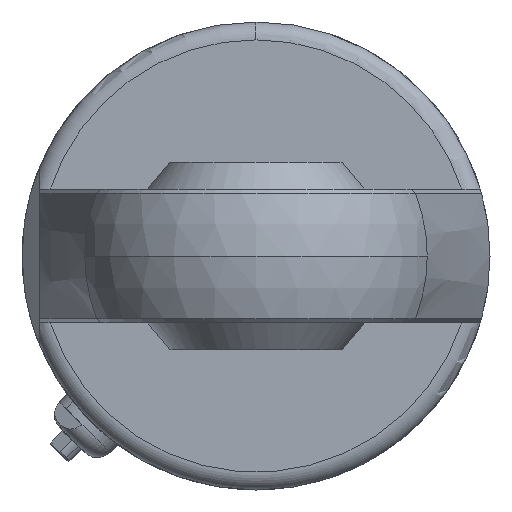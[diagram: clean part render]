
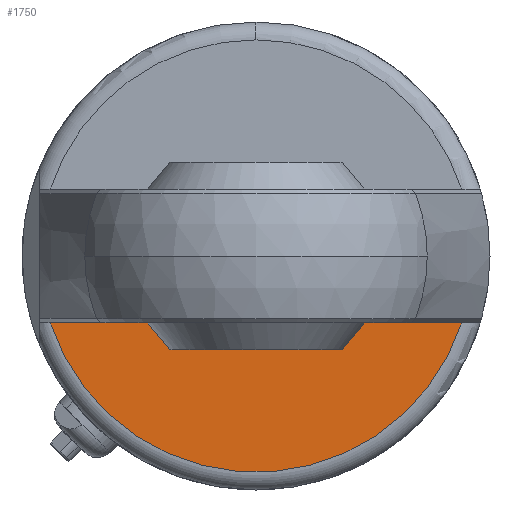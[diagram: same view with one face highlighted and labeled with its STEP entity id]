
A CAD part, left-side view. The second image highlights one B-rep face of the part: STEP entity #1750.
In plain terms, the highlighted planar face has unit normal (-1, 0, 0).
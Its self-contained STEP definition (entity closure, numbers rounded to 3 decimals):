
#275 = DIRECTION ( 'NONE',  ( 0., 0., 1. ) ) ;
#1750 = ADVANCED_FACE ( 'NONE', ( #18797 ), #27427, .T. ) ;
#2028 = EDGE_LOOP ( 'NONE', ( #34556, #7756 ) ) ;
#4553 = CARTESIAN_POINT ( 'NONE',  ( -42.5, -37., -46.5 ) ) ;
#7756 = ORIENTED_EDGE ( 'NONE', *, *, #36945, .T. ) ;
#8325 = CARTESIAN_POINT ( 'NONE',  ( -42.5, 36., -7.5 ) ) ;
#14669 = DIRECTION ( 'NONE',  ( -1., 0., 0. ) ) ;
#15017 = CARTESIAN_POINT ( 'NONE',  ( -42.5, -23.008, -7.5 ) ) ;
#15252 = DIRECTION ( 'NONE',  ( -1., 0., 0. ) ) ;
#17524 = AXIS2_PLACEMENT_3D ( 'NONE', #31920, #14669, #275 ) ;
#17652 = AXIS2_PLACEMENT_3D ( 'NONE', #4553, #15252, #21430 ) ;
#18376 = VECTOR ( 'NONE', #28757, 1000. ) ;
#18435 = EDGE_CURVE ( 'NONE', #32814, #32080, #23137, .T. ) ;
#18704 = CIRCLE ( 'NONE', #17524, 24.2 ) ;
#18797 = FACE_OUTER_BOUND ( 'NONE', #2028, .T. ) ;
#21430 = DIRECTION ( 'NONE',  ( 0., 0., 1. ) ) ;
#23137 = LINE ( 'NONE', #8325, #18376 ) ;
#27427 = PLANE ( 'NONE',  #17652 ) ;
#28757 = DIRECTION ( 'NONE',  ( 0., 1., 0. ) ) ;
#29946 = CARTESIAN_POINT ( 'NONE',  ( -42.5, 23.008, -7.5 ) ) ;
#31920 = CARTESIAN_POINT ( 'NONE',  ( -42.5, 0., 0. ) ) ;
#32080 = VERTEX_POINT ( 'NONE', #29946 ) ;
#32814 = VERTEX_POINT ( 'NONE', #15017 ) ;
#34556 = ORIENTED_EDGE ( 'NONE', *, *, #18435, .T. ) ;
#36945 = EDGE_CURVE ( 'NONE', #32080, #32814, #18704, .T. ) ;
